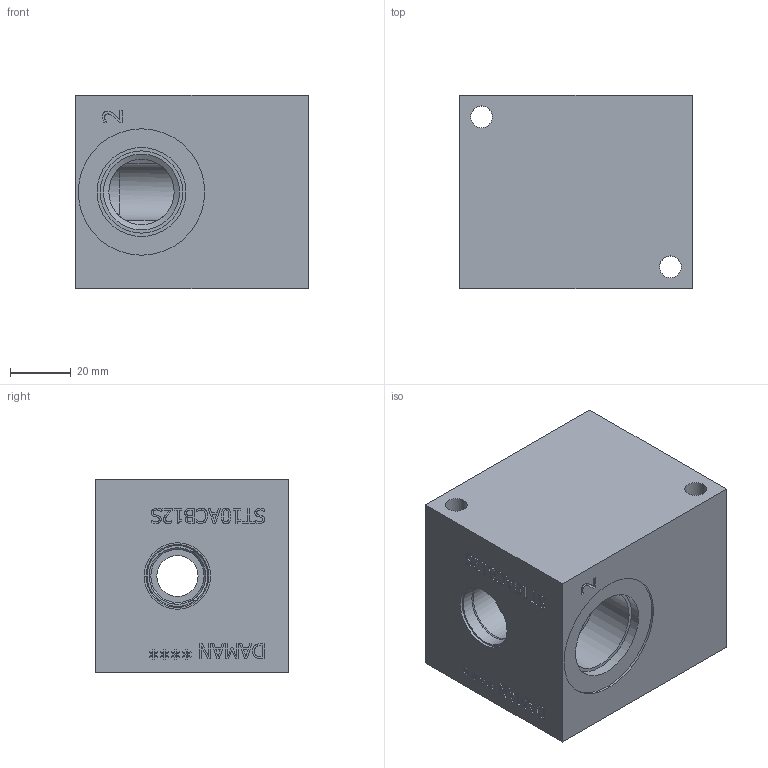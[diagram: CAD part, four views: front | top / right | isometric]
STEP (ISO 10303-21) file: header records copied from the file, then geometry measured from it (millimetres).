
FILE_DESCRIPTION((''),'2;1');
FILE_NAME('ST10ACB12S.stp','2016-11-28T17:33:12',('dominicc'),(''),'Autodesk Inventor 2013','Autodesk Inventor 2013','');
FILE_SCHEMA(('AUTOMOTIVE_DESIGN { 1 0 10303 214 1 1 1 1 }'));
Length unit declared in the file: millimetre
Products named in the file (1): C12965R0
Bounding box: 76.2 x 63.5 x 63.5 mm (x, y, z)
Volume: 256781.1 mm3; surface area: 37406.7 mm2
Topology: 1 solids, 1 shells, 382 faces, 1026 edges, 681 vertices
Faces by surface type: plane 249, bspline 107, cylinder 19, cone 7
Full cylindrical faces by diameter (mm): 7.137 x2, 13.487 x1, 17.45 x1, 18.542 x1, 19.99 x1, 20.625 x1, 21.438 x1, 21.819 x1, 23.012 x1, 24.917 x2, 26.99 x2, 29.185 x2, 41.453 x2
Entity records: 12274 total; most frequent: CARTESIAN_POINT 3515, ORIENTED_EDGE 1992, DIRECTION 1363, EDGE_CURVE 996, VECTOR 739, LINE 739, VERTEX_POINT 675, EDGE_LOOP 447
